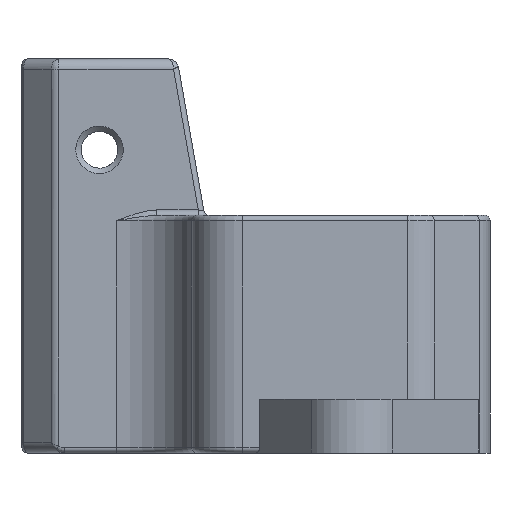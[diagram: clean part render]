
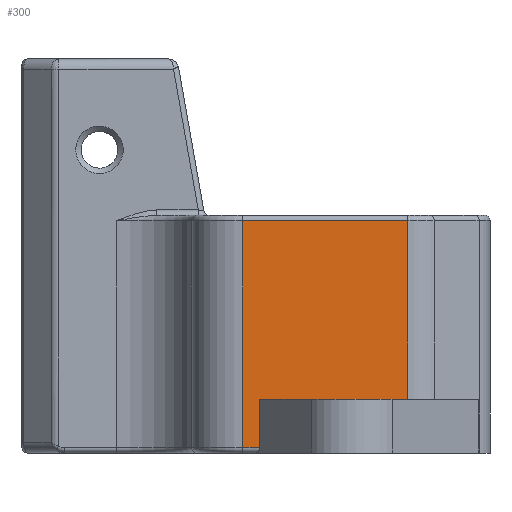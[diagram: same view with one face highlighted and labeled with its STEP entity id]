
A CAD part, left-side view. The second image highlights one B-rep face of the part: STEP entity #300.
In plain terms, the highlighted planar face has unit normal (-1, 0, 0).
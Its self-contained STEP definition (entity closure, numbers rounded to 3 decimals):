
#245=CARTESIAN_POINT('',(-20.969,-338.238,-175.145));
#246=DIRECTION('',(1.,0.,-0.));
#247=DIRECTION('',(0.,-0.,-1.));
#248=AXIS2_PLACEMENT_3D('',#245,#246,#247);
#249=PLANE('',#248);
#250=CARTESIAN_POINT('',(-20.969,-328.887,-166.605));
#251=VERTEX_POINT('',#250);
#252=CARTESIAN_POINT('',(-20.969,-328.887,-187.645));
#253=VERTEX_POINT('',#252);
#254=CARTESIAN_POINT('',(-20.969,-328.887,-166.605));
#255=DIRECTION('',(-0.,0.,-1.));
#256=VECTOR('',#255,21.04);
#257=LINE('',#254,#256);
#258=EDGE_CURVE('',#251,#253,#257,.T.);
#259=ORIENTED_EDGE('',*,*,#258,.T.);
#260=CARTESIAN_POINT('',(-20.969,-330.461,-187.645));
#261=VERTEX_POINT('',#260);
#262=CARTESIAN_POINT('',(-20.969,-328.887,-187.645));
#263=DIRECTION('',(0.,-1.,-0.));
#264=VECTOR('',#263,1.574);
#265=LINE('',#262,#264);
#266=EDGE_CURVE('',#253,#261,#265,.T.);
#267=ORIENTED_EDGE('',*,*,#266,.T.);
#268=CARTESIAN_POINT('',(-20.969,-330.461,-183.145));
#269=VERTEX_POINT('',#268);
#270=CARTESIAN_POINT('',(-20.969,-330.461,-183.145));
#271=DIRECTION('',(-0.,0.,-1.));
#272=VECTOR('',#271,4.5);
#273=LINE('',#270,#272);
#274=EDGE_CURVE('',#269,#261,#273,.T.);
#275=ORIENTED_EDGE('',*,*,#274,.F.);
#276=CARTESIAN_POINT('',(-20.969,-344.194,-183.145));
#277=VERTEX_POINT('',#276);
#278=CARTESIAN_POINT('',(-20.969,-344.194,-183.145));
#279=DIRECTION('',(-0.,1.,0.));
#280=VECTOR('',#279,13.733);
#281=LINE('',#278,#280);
#282=EDGE_CURVE('',#277,#269,#281,.T.);
#283=ORIENTED_EDGE('',*,*,#282,.F.);
#284=CARTESIAN_POINT('',(-20.969,-344.194,-166.605));
#285=VERTEX_POINT('',#284);
#286=CARTESIAN_POINT('',(-20.969,-344.194,-166.605));
#287=DIRECTION('',(-0.,0.,-1.));
#288=VECTOR('',#287,16.54);
#289=LINE('',#286,#288);
#290=EDGE_CURVE('',#285,#277,#289,.T.);
#291=ORIENTED_EDGE('',*,*,#290,.F.);
#292=CARTESIAN_POINT('',(-20.969,-344.194,-166.605));
#293=DIRECTION('',(-0.,1.,0.));
#294=VECTOR('',#293,15.307);
#295=LINE('',#292,#294);
#296=EDGE_CURVE('',#285,#251,#295,.T.);
#297=ORIENTED_EDGE('',*,*,#296,.T.);
#298=EDGE_LOOP('',(#259,#267,#275,#283,#291,#297));
#299=FACE_BOUND('',#298,.T.);
#300=ADVANCED_FACE('',(#299),#249,.F.);
